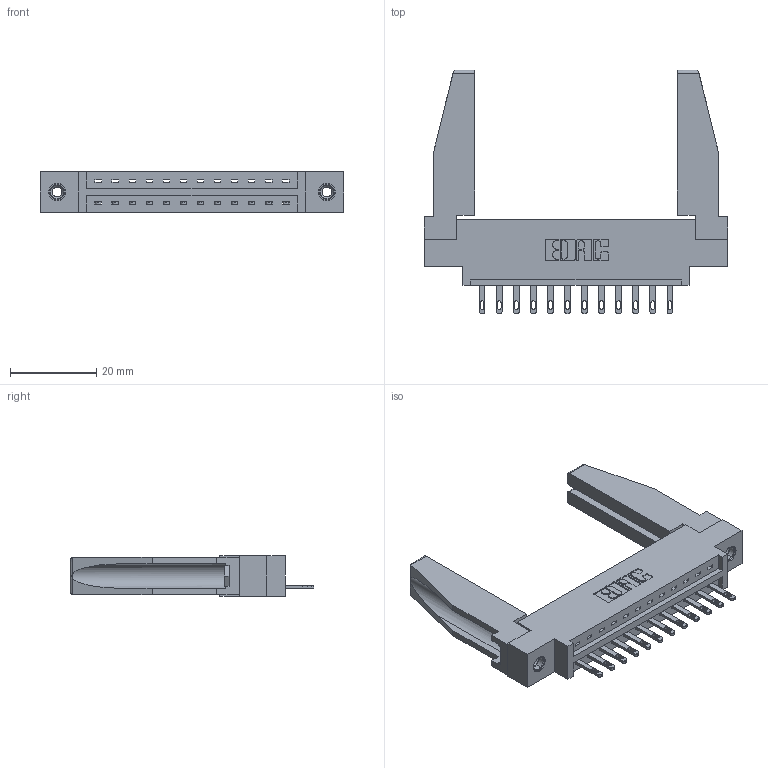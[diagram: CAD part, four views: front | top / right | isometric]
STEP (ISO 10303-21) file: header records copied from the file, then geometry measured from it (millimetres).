
FILE_DESCRIPTION (( 'STEP AP203' ), '1' );
FILE_NAME ('337-012-500-678.STEP', '2019-09-27T23:42:44', ( '' ), ( '' ), 'SwSTEP 2.0', 'SolidWorks 2016', '' );
FILE_SCHEMA (( 'CONFIG_CONTROL_DESIGN' ));
Length unit declared in the file: inch
Products named in the file (5): 337 Part_0.170 Offset - 0.156 Dia-TI; 345-292-001_345-293-100; 345-250-001_345-250-001-102; 337-012-500-678; 307-220-078
Assembly tree (17 placements, depth 2):
  337-012-500-678
    337 Part_0.170 Offset - 0.156 Dia-TI
    345-292-001_345-293-100  x12
    345-250-001_345-250-001-102  x2
    307-220-078  x2
Bounding box: 70.56 x 56.65 x 9.4 mm (x, y, z)
Volume: 10841.5 mm3; surface area: 10871.4 mm2
Topology: 17 solids, 17 shells, 944 faces, 2813 edges, 1866 vertices
Faces by surface type: plane 638, cylinder 290, cone 12, torus 4
Entity records: 15302 total; most frequent: CARTESIAN_POINT 2656, ORIENTED_EDGE 2560, DIRECTION 2308, EDGE_CURVE 1280, LINE 1110, VECTOR 1110, VERTEX_POINT 848, AXIS2_PLACEMENT_3D 599
